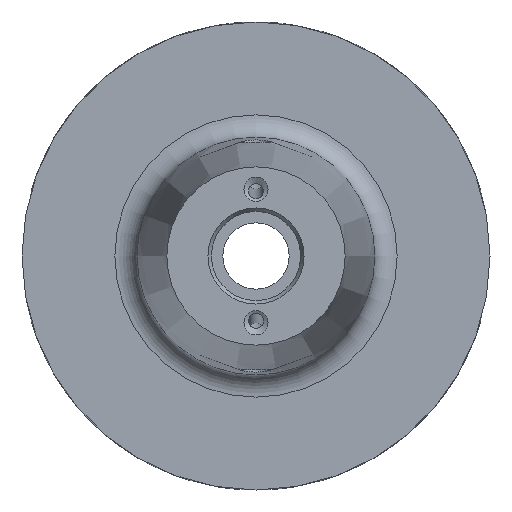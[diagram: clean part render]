
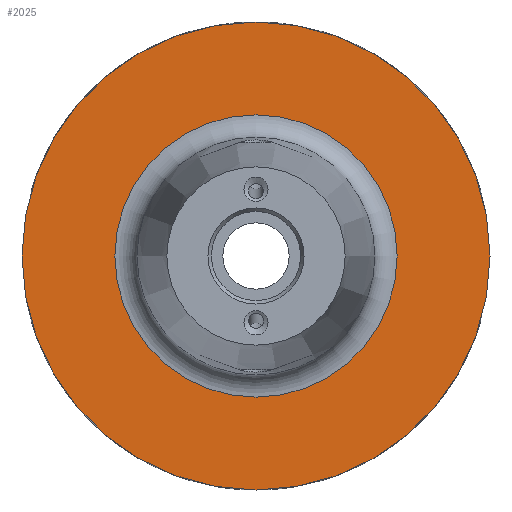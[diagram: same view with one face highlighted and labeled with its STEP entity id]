
A CAD part, left-side view. The second image highlights one B-rep face of the part: STEP entity #2025.
In plain terms, the highlighted planar face has unit normal (-1, 0, 0).
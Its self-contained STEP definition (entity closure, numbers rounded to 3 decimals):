
#58=FACE_BOUND('',#350,.T.);
#96=PLANE('',#2268);
#228=FACE_OUTER_BOUND('',#349,.T.);
#349=EDGE_LOOP('',(#1823,#1824));
#350=EDGE_LOOP('',(#1825,#1826));
#737=CIRCLE('',#2266,19.);
#738=CIRCLE('',#2267,19.);
#739=CIRCLE('',#2269,31.5);
#740=CIRCLE('',#2270,31.5);
#952=VERTEX_POINT('',#4989);
#953=VERTEX_POINT('',#4991);
#954=VERTEX_POINT('',#4995);
#955=VERTEX_POINT('',#4996);
#1262=EDGE_CURVE('',#953,#952,#737,.T.);
#1263=EDGE_CURVE('',#952,#953,#738,.T.);
#1264=EDGE_CURVE('',#954,#955,#739,.T.);
#1265=EDGE_CURVE('',#955,#954,#740,.T.);
#1823=ORIENTED_EDGE('',*,*,#1264,.F.);
#1824=ORIENTED_EDGE('',*,*,#1265,.F.);
#1825=ORIENTED_EDGE('',*,*,#1262,.T.);
#1826=ORIENTED_EDGE('',*,*,#1263,.T.);
#2025=ADVANCED_FACE('',(#228,#58),#96,.T.);
#2266=AXIS2_PLACEMENT_3D('',#4992,#2789,#2790);
#2267=AXIS2_PLACEMENT_3D('',#4993,#2791,#2792);
#2268=AXIS2_PLACEMENT_3D('',#4994,#2793,#2794);
#2269=AXIS2_PLACEMENT_3D('',#4997,#2795,#2796);
#2270=AXIS2_PLACEMENT_3D('',#4998,#2797,#2798);
#2789=DIRECTION('center_axis',(1.,0.,0.));
#2790=DIRECTION('ref_axis',(0.,1.,0.));
#2791=DIRECTION('center_axis',(1.,0.,0.));
#2792=DIRECTION('ref_axis',(0.,1.,0.));
#2793=DIRECTION('center_axis',(-1.,0.,0.));
#2794=DIRECTION('ref_axis',(0.,0.,1.));
#2795=DIRECTION('center_axis',(1.,0.,0.));
#2796=DIRECTION('ref_axis',(0.,1.,0.));
#2797=DIRECTION('center_axis',(1.,0.,0.));
#2798=DIRECTION('ref_axis',(0.,1.,0.));
#4989=CARTESIAN_POINT('',(-22.,0.,19.));
#4991=CARTESIAN_POINT('',(-22.,19.,0.));
#4992=CARTESIAN_POINT('Origin',(-22.,0.,0.));
#4993=CARTESIAN_POINT('Origin',(-22.,0.,0.));
#4994=CARTESIAN_POINT('Origin',(-22.,25.25,0.));
#4995=CARTESIAN_POINT('',(-22.,31.5,0.));
#4996=CARTESIAN_POINT('',(-22.,-31.5,0.));
#4997=CARTESIAN_POINT('Origin',(-22.,0.,0.));
#4998=CARTESIAN_POINT('Origin',(-22.,0.,0.));
